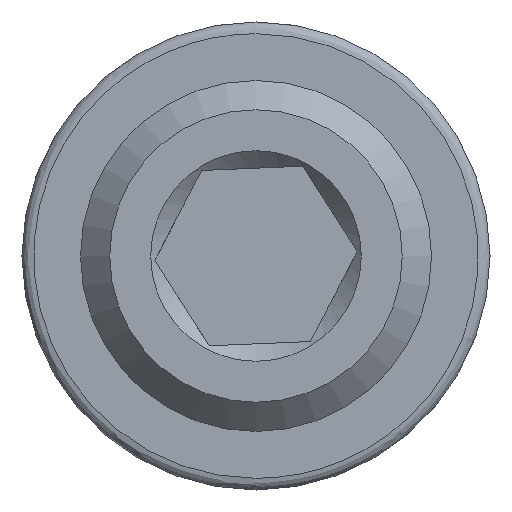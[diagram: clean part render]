
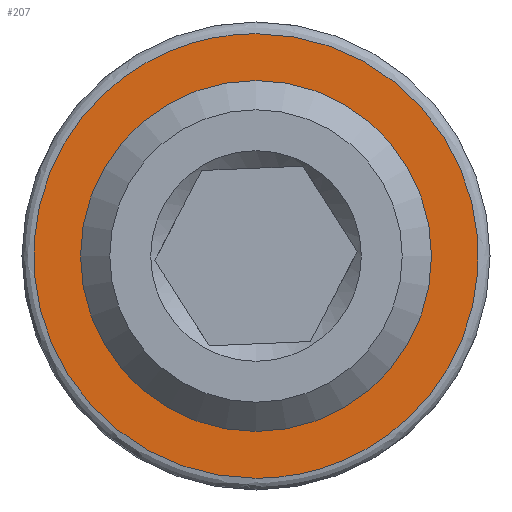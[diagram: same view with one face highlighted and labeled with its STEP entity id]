
A CAD part, front view. The second image highlights one B-rep face of the part: STEP entity #207.
In plain terms, the highlighted planar face has unit normal (0, -1, 0).
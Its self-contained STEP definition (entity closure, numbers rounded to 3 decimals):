
#33 = CARTESIAN_POINT ( 'NONE',  ( -70.752, -22.048, 1.9 ) ) ;
#56 =( BOUNDED_CURVE ( )  B_SPLINE_CURVE ( 3, ( #556, #143, #803, #70 ),
 .UNSPECIFIED., .F., .F. ) 
 B_SPLINE_CURVE_WITH_KNOTS ( ( 4, 4 ),
 ( 0., 1. ),
 .UNSPECIFIED. ) 
 CURVE ( )  GEOMETRIC_REPRESENTATION_ITEM ( )  RATIONAL_B_SPLINE_CURVE ( ( 1., 0.333, 0.333, 1. ) ) 
 REPRESENTATION_ITEM ( '' )  );
#62 = DIRECTION ( 'NONE',  ( 0., -1., 0. ) ) ;
#70 = CARTESIAN_POINT ( 'NONE',  ( -74.552, -22.048, 1.9 ) ) ;
#89 = VERTEX_POINT ( 'NONE', #592 ) ;
#143 = CARTESIAN_POINT ( 'NONE',  ( -78.352, -22.048, -1.9 ) ) ;
#199 = CARTESIAN_POINT ( 'NONE',  ( -74.552, -22.048, -1.9 ) ) ;
#207 = ADVANCED_FACE ( 'NONE', ( #427, #268 ), #1022, .F. ) ;
#218 = DIRECTION ( 'NONE',  ( 0., 0., 1. ) ) ;
#268 = FACE_BOUND ( 'NONE', #406, .T. ) ;
#359 = EDGE_CURVE ( 'NONE', #89, #89, #437, .T. ) ;
#406 = EDGE_LOOP ( 'NONE', ( #842 ) ) ;
#427 = FACE_OUTER_BOUND ( 'NONE', #730, .T. ) ;
#435 =( BOUNDED_CURVE ( )  B_SPLINE_CURVE ( 3, ( #930, #33, #768, #779 ),
 .UNSPECIFIED., .F., .F. ) 
 B_SPLINE_CURVE_WITH_KNOTS ( ( 4, 4 ),
 ( 0., 1. ),
 .UNSPECIFIED. ) 
 CURVE ( )  GEOMETRIC_REPRESENTATION_ITEM ( )  RATIONAL_B_SPLINE_CURVE ( ( 1., 0.333, 0.333, 1. ) ) 
 REPRESENTATION_ITEM ( '' )  );
#437 = CIRCLE ( 'NONE', #1023, 1.5 ) ;
#509 = ORIENTED_EDGE ( 'NONE', *, *, #558, .F. ) ;
#556 = CARTESIAN_POINT ( 'NONE',  ( -74.552, -22.048, -1.9 ) ) ;
#558 = EDGE_CURVE ( 'NONE', #634, #565, #435, .T. ) ;
#565 = VERTEX_POINT ( 'NONE', #199 ) ;
#592 = CARTESIAN_POINT ( 'NONE',  ( -74.552, -22.048, -1.5 ) ) ;
#627 = ORIENTED_EDGE ( 'NONE', *, *, #928, .F. ) ;
#634 = VERTEX_POINT ( 'NONE', #784 ) ;
#701 = CARTESIAN_POINT ( 'NONE',  ( -74.552, -22.048, 0. ) ) ;
#706 = DIRECTION ( 'NONE',  ( 0., 1., 0. ) ) ;
#730 = EDGE_LOOP ( 'NONE', ( #509, #627 ) ) ;
#733 = CARTESIAN_POINT ( 'NONE',  ( -74.552, -22.048, 0. ) ) ;
#768 = CARTESIAN_POINT ( 'NONE',  ( -70.752, -22.048, -1.9 ) ) ;
#776 = AXIS2_PLACEMENT_3D ( 'NONE', #701, #706, #218 ) ;
#779 = CARTESIAN_POINT ( 'NONE',  ( -74.552, -22.048, -1.9 ) ) ;
#784 = CARTESIAN_POINT ( 'NONE',  ( -74.552, -22.048, 1.9 ) ) ;
#803 = CARTESIAN_POINT ( 'NONE',  ( -78.352, -22.048, 1.9 ) ) ;
#842 = ORIENTED_EDGE ( 'NONE', *, *, #359, .F. ) ;
#928 = EDGE_CURVE ( 'NONE', #565, #634, #56, .T. ) ;
#930 = CARTESIAN_POINT ( 'NONE',  ( -74.552, -22.048, 1.9 ) ) ;
#1022 = PLANE ( 'NONE',  #776 ) ;
#1023 = AXIS2_PLACEMENT_3D ( 'NONE', #733, #62, #1032 ) ;
#1032 = DIRECTION ( 'NONE',  ( 0., 0., -1. ) ) ;
